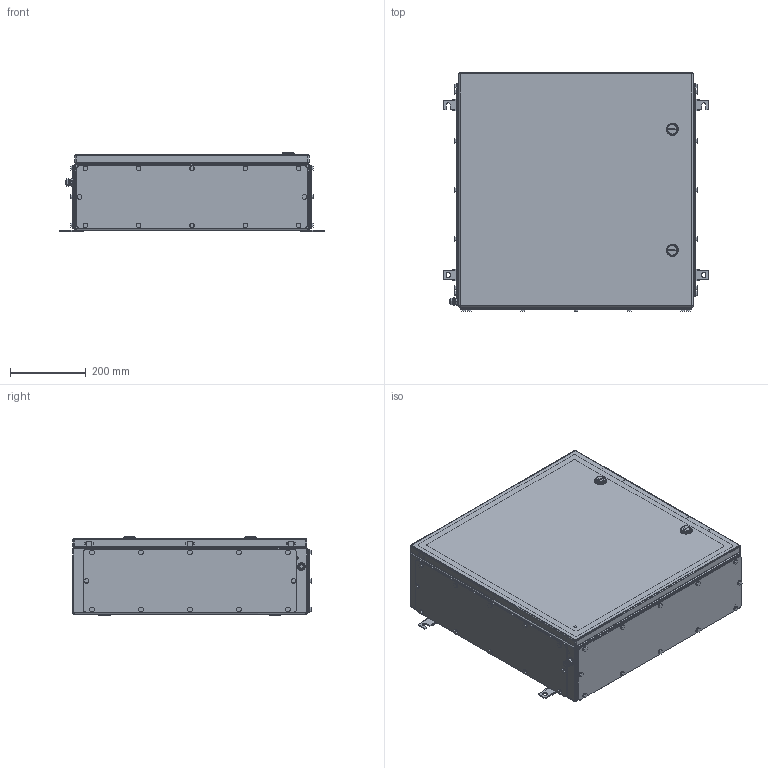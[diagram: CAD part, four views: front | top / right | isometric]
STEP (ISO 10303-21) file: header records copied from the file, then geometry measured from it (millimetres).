
FILE_DESCRIPTION(('CATIA V5 STEP Exchange','CAx-IF Rec.Pracs.--- Model Styling and Organization---1.4--- 2014-01-23'),'2;1');
FILE_NAME ('1530564-3_0_8000109919_8000109919_KTB_QL_626220_S4E3_LD.stp','2023-05-03T05:27:12+00:00',('none'),('Weidmueller'),'CATIA Version 5-6 Release 2016 SP3 HF44','CATIA V5 STEP AP214','none');
FILE_SCHEMA(('AUTOMOTIVE_DESIGN { 1 0 10303 214 1 1 1 1 }'));
Products named in the file (1): 8000109919 KTB QL 626220 S4E3
Bounding box: 701 x 631 x 209.8 mm (x, y, z)
Volume: 3058786.9 mm3; surface area: 3268507.2 mm2
Topology: 133 solids, 135 shells, 2717 faces, 6456 edges, 4136 vertices
Faces by surface type: cylinder 1296, plane 1121, cone 248, bspline 28, torus 16, sphere 8
Entity records: 88363 total; most frequent: CARTESIAN_POINT 27686, ORIENTED_EDGE 12672, DIRECTION 10764, EDGE_CURVE 6336, AXIS2_PLACEMENT_3D 4687, VERTEX_POINT 4136, VECTOR 3396, LINE 3396
